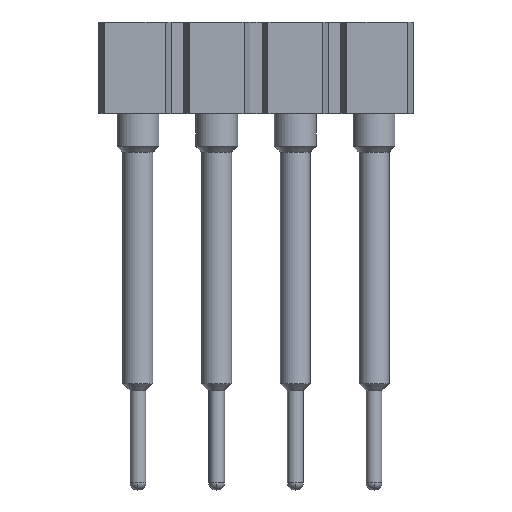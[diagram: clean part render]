
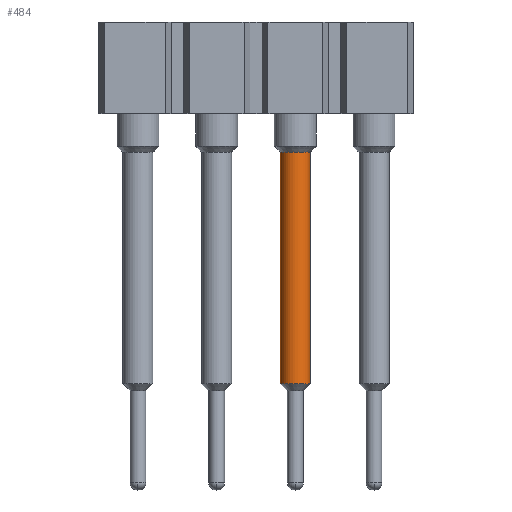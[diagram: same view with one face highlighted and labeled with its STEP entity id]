
A CAD part, top view. The second image highlights one B-rep face of the part: STEP entity #484.
In plain terms, the highlighted cylindrical face has radius 0.485 mm (diameter 0.97 mm), a partial arc.
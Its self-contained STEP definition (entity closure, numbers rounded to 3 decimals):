
#484=ADVANCED_FACE('',(#1021),#1022,.T.);
#1021=FACE_OUTER_BOUND('',#1614,.T.);
#1022=CYLINDRICAL_SURFACE('',#1615,0.485);
#1614=EDGE_LOOP('',(#2877,#2878,#2879,#2880));
#1615=AXIS2_PLACEMENT_3D('',#2881,#2882,#2883);
#2877=ORIENTED_EDGE('',*,*,#3462,.T.);
#2878=ORIENTED_EDGE('',*,*,#3831,.F.);
#2879=ORIENTED_EDGE('',*,*,#3464,.T.);
#2880=ORIENTED_EDGE('',*,*,#3829,.T.);
#2881=CARTESIAN_POINT('',(1.27,-4.985,0.0));
#2882=DIRECTION('',(-0.0,1.0,0.0));
#2883=DIRECTION('',(1.0,0.0,0.0));
#3462=EDGE_CURVE('',#4118,#4109,#4119,.T.);
#3464=EDGE_CURVE('',#4112,#4120,#4122,.T.);
#3829=EDGE_CURVE('',#4120,#4118,#4623,.T.);
#3831=EDGE_CURVE('',#4112,#4109,#4625,.T.);
#4109=VERTEX_POINT('',#4991);
#4112=VERTEX_POINT('',#4995);
#4118=VERTEX_POINT('',#5002);
#4119=LINE('',#5003,#5004);
#4120=VERTEX_POINT('',#5005);
#4122=LINE('',#5007,#5008);
#4623=CIRCLE('',#5617,0.485);
#4625=CIRCLE('',#5619,0.485);
#4991=CARTESIAN_POINT('',(1.755,-1.25,0.0));
#4995=CARTESIAN_POINT('',(0.785,-1.25,0.));
#5002=CARTESIAN_POINT('',(1.755,-8.72,0.0));
#5003=CARTESIAN_POINT('',(1.755,-4.985,0.));
#5004=VECTOR('',#6064,1.0);
#5005=CARTESIAN_POINT('',(0.785,-8.72,0.));
#5007=CARTESIAN_POINT('',(0.785,-4.985,0.));
#5008=VECTOR('',#6068,1.0);
#5617=AXIS2_PLACEMENT_3D('',#6588,#6589,#6590);
#5619=AXIS2_PLACEMENT_3D('',#6591,#6592,#6593);
#6064=DIRECTION('',(0.0,1.0,0.0));
#6068=DIRECTION('',(-0.0,-1.0,-0.0));
#6588=CARTESIAN_POINT('',(1.27,-8.72,0.0));
#6589=DIRECTION('',(-0.0,1.0,0.0));
#6590=DIRECTION('',(1.0,0.0,0.0));
#6591=CARTESIAN_POINT('',(1.27,-1.25,0.0));
#6592=DIRECTION('',(-0.0,1.0,0.0));
#6593=DIRECTION('',(1.0,0.0,0.0));
